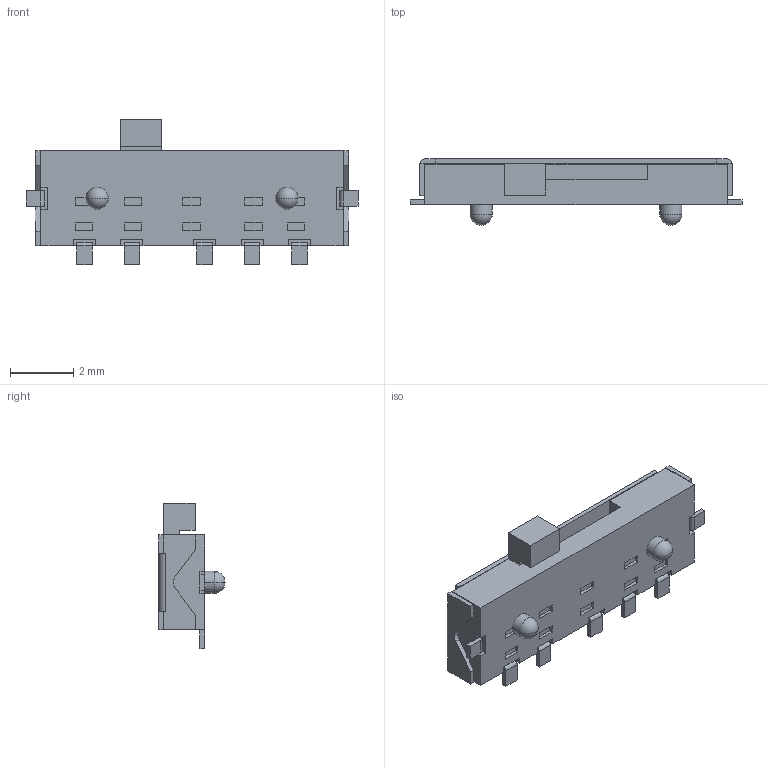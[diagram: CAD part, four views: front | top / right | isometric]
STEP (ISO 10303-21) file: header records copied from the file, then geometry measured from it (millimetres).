
FILE_DESCRIPTION((''),'2;1');
FILE_NAME('SK-3393M-G1','2020-11-26T',('cwg'),(''),'PRO/ENGINEER BY PARAMETRIC TECHNOLOGY CORPORATION, 2010280','PRO/ENGINEER BY PARAMETRIC TECHNOLOGY CORPORATION, 2010280','');
FILE_SCHEMA(('CONFIG_CONTROL_DESIGN'));
Length unit declared in the file: millimetre
Products named in the file (1): SK-3393M-G1
Bounding box: 10.5 x 2.1 x 4.6 mm (x, y, z)
Volume: 41.6 mm3; surface area: 175.1 mm2
Topology: 1 solids, 1 shells, 249 faces, 690 edges, 450 vertices
Faces by surface type: plane 226, cylinder 19, sphere 4
Entity records: 7820 total; most frequent: CARTESIAN_POINT 1385, ORIENTED_EDGE 1372, DIRECTION 1234, EDGE_CURVE 686, VECTOR 636, LINE 636, VERTEX_POINT 450, AXIS2_PLACEMENT_3D 299
